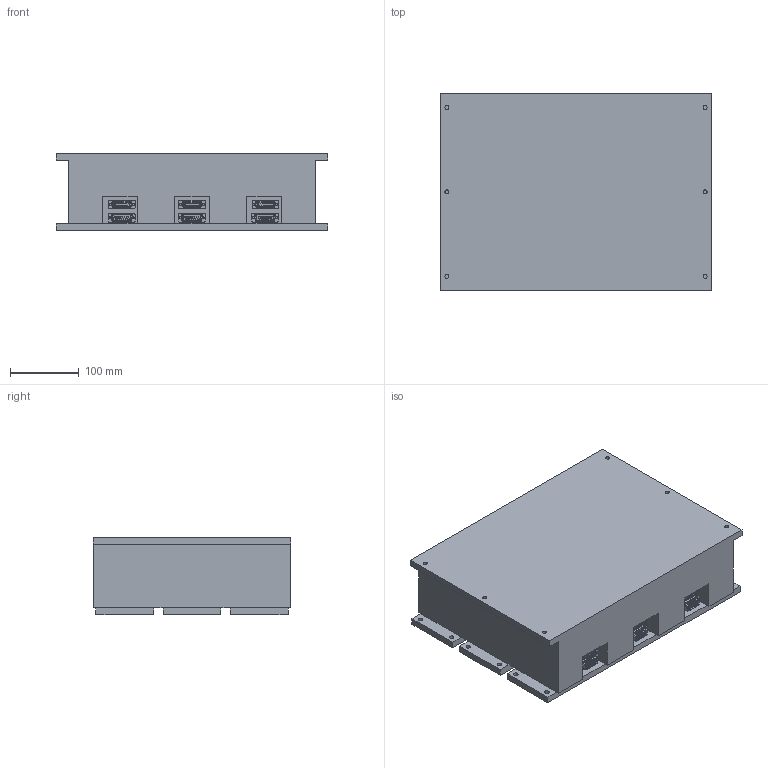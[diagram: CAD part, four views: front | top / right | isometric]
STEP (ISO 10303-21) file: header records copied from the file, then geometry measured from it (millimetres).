
FILE_DESCRIPTION((''),'2;1');
FILE_NAME('Assembly of AVI600S-LP.stp','2015-12-14T15:48:42',('Filippo'),(''),'Autodesk Inventor 2012','Autodesk Inventor 2012','');
FILE_SCHEMA(('AUTOMOTIVE_DESIGN { 1 0 10303 214 1 1 1 1 }'));
Products named in the file (4): Assembly of AVI600S-LP; AVI-600S-LP; D sub 15 S female; D sub 15 P male
Assembly tree (7 placements, depth 2):
  Assembly of AVI600S-LP
    AVI-600S-LP
    D sub 15 S female  x3
    D sub 15 P male  x3
Bounding box: 396 x 288 x 112.5 mm (x, y, z)
Volume: 11588906 mm3; surface area: 438775.7 mm2
Topology: 7 solids, 7 shells, 1969 faces, 4761 edges, 3040 vertices
Faces by surface type: plane 1132, cylinder 636, torus 96, bspline 60, sphere 45
Full cylindrical faces by diameter (mm): 0.991 x90, 1.016 x90, 1.524 x90, 3.048 x12, 5.917 x6, 6.5 x12
Entity records: 22403 total; most frequent: CARTESIAN_POINT 5774, DIRECTION 3450, ORIENTED_EDGE 3108, EDGE_CURVE 1554, AXIS2_PLACEMENT_3D 1238, VERTEX_POINT 1062, VECTOR 974, LINE 974
